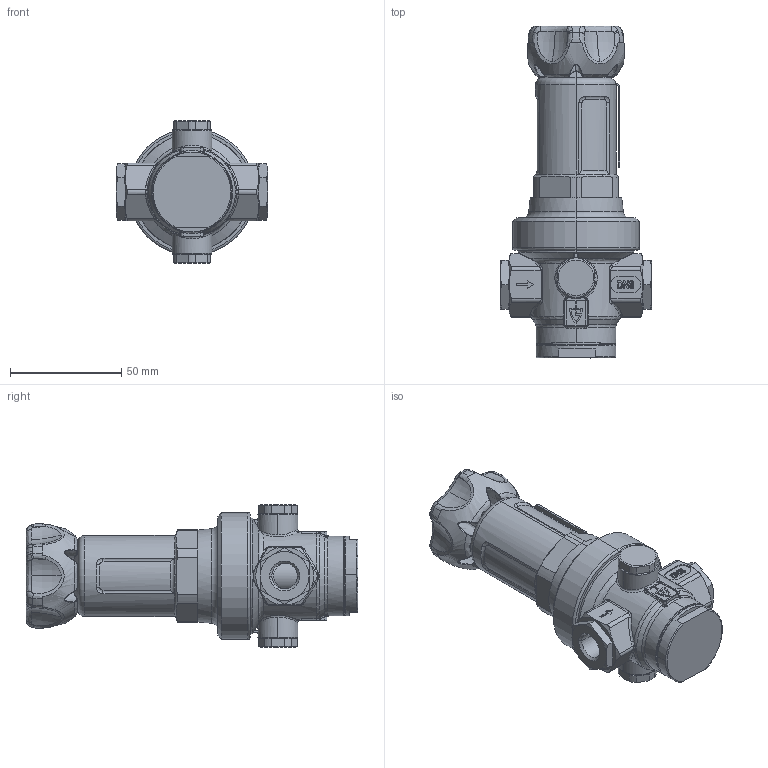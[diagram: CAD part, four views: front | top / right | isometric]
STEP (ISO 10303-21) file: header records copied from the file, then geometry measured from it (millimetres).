
FILE_DESCRIPTION (( 'STEP AP214' ), '1' );
FILE_NAME ('684-8-f+f-8+8.STEP', '2015-11-26T06:58:12', ( '' ), ( '' ), 'SwSTEP 2.0', 'SolidWorks 2014', '' );
FILE_SCHEMA (( 'AUTOMOTIVE_DESIGN' ));
Length unit declared in the file: millimetre
Products named in the file (1): 684-8-f+f-8+8
Bounding box: 68 x 149.4 x 64 mm (x, y, z)
Volume: 129217.9 mm3; surface area: 69471 mm2
Topology: 14 solids, 14 shells, 1739 faces, 4270 edges, 2588 vertices
Faces by surface type: bspline 548, plane 481, cylinder 377, cone 196, torus 119, sphere 18
Entity records: 109833 total; most frequent: CARTESIAN_POINT 54353, ORIENTED_EDGE 8480, DIRECTION 6032, EDGE_CURVE 4240, VERTEX_POINT 2588, AXIS2_PLACEMENT_3D 2321, EDGE_LOOP 1830, UNCERTAINTY_MEASURE_WITH_UNIT 1755
